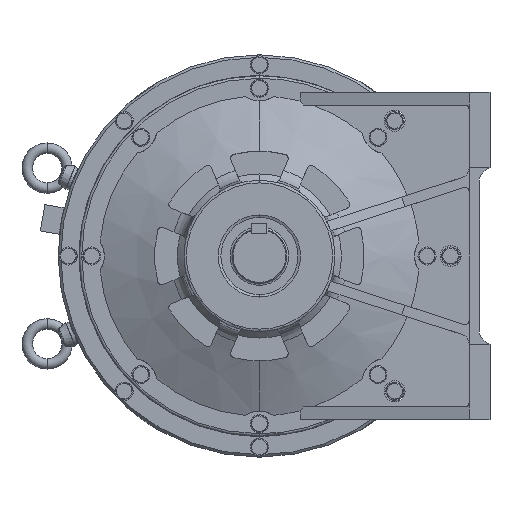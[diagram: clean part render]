
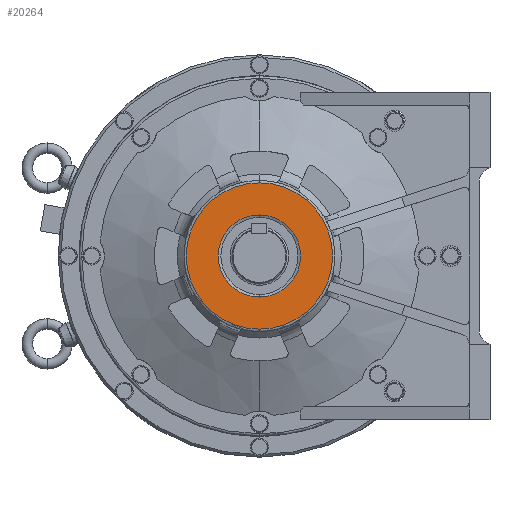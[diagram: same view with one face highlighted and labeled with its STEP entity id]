
A CAD part, left-side view. The second image highlights one B-rep face of the part: STEP entity #20264.
In plain terms, the highlighted planar face has unit normal (-1, 0, 0).
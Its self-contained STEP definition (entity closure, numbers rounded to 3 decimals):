
#1291 = EDGE_LOOP ( 'NONE', ( #28282, #5907 ) ) ;
#1642 = CARTESIAN_POINT ( 'NONE',  ( -197.5, 0., 0. ) ) ;
#1810 = CARTESIAN_POINT ( 'NONE',  ( -197.5, 0., 0. ) ) ;
#2312 = ORIENTED_EDGE ( 'NONE', *, *, #12750, .T. ) ;
#3433 = EDGE_CURVE ( 'NONE', #26386, #19681, #16078, .T. ) ;
#3523 = CARTESIAN_POINT ( 'NONE',  ( -197.5, 0., 0. ) ) ;
#5907 = ORIENTED_EDGE ( 'NONE', *, *, #3433, .F. ) ;
#5935 = DIRECTION ( 'NONE',  ( 0., 0., 1. ) ) ;
#8455 = EDGE_CURVE ( 'NONE', #15800, #15179, #22003, .T. ) ;
#10140 = DIRECTION ( 'NONE',  ( -1., 0., 0. ) ) ;
#11048 = CARTESIAN_POINT ( 'NONE',  ( -197.5, 0., 0. ) ) ;
#11303 = DIRECTION ( 'NONE',  ( -1., 0., 0. ) ) ;
#11403 = CARTESIAN_POINT ( 'NONE',  ( -197.5, 0., 42.85 ) ) ;
#12750 = EDGE_CURVE ( 'NONE', #15179, #15800, #20844, .T. ) ;
#15179 = VERTEX_POINT ( 'NONE', #29430 ) ;
#15676 = DIRECTION ( 'NONE',  ( -1., 0., 0. ) ) ;
#15800 = VERTEX_POINT ( 'NONE', #21154 ) ;
#16078 = CIRCLE ( 'NONE', #27614, 42.85 ) ;
#17013 = CARTESIAN_POINT ( 'NONE',  ( -197.5, 0., 0. ) ) ;
#17883 = AXIS2_PLACEMENT_3D ( 'NONE', #1810, #10140, #35538 ) ;
#17887 = EDGE_CURVE ( 'NONE', #19681, #26386, #36577, .T. ) ;
#18204 = FACE_OUTER_BOUND ( 'NONE', #33883, .T. ) ;
#18308 = PLANE ( 'NONE',  #29526 ) ;
#19681 = VERTEX_POINT ( 'NONE', #28942 ) ;
#20264 = ADVANCED_FACE ( 'NONE', ( #27536, #18204 ), #18308, .T. ) ;
#20844 = CIRCLE ( 'NONE', #17883, 87.252 ) ;
#20928 = DIRECTION ( 'NONE',  ( -1., 0., 0. ) ) ;
#21154 = CARTESIAN_POINT ( 'NONE',  ( -197.5, 0., -87.252 ) ) ;
#21923 = DIRECTION ( 'NONE',  ( 0., 0., 1. ) ) ;
#22003 = CIRCLE ( 'NONE', #24190, 87.252 ) ;
#24190 = AXIS2_PLACEMENT_3D ( 'NONE', #11048, #25610, #25475 ) ;
#24227 = AXIS2_PLACEMENT_3D ( 'NONE', #1642, #15676, #21923 ) ;
#25225 = ORIENTED_EDGE ( 'NONE', *, *, #8455, .T. ) ;
#25475 = DIRECTION ( 'NONE',  ( 0., 0., 1. ) ) ;
#25610 = DIRECTION ( 'NONE',  ( -1., 0., 0. ) ) ;
#26386 = VERTEX_POINT ( 'NONE', #11403 ) ;
#27536 = FACE_BOUND ( 'NONE', #1291, .T. ) ;
#27614 = AXIS2_PLACEMENT_3D ( 'NONE', #17013, #11303, #5935 ) ;
#28282 = ORIENTED_EDGE ( 'NONE', *, *, #17887, .F. ) ;
#28942 = CARTESIAN_POINT ( 'NONE',  ( -197.5, 0., -42.85 ) ) ;
#29430 = CARTESIAN_POINT ( 'NONE',  ( -197.5, 0., 87.252 ) ) ;
#29526 = AXIS2_PLACEMENT_3D ( 'NONE', #3523, #20928, #32131 ) ;
#32131 = DIRECTION ( 'NONE',  ( 0., 0., -1. ) ) ;
#33883 = EDGE_LOOP ( 'NONE', ( #2312, #25225 ) ) ;
#35538 = DIRECTION ( 'NONE',  ( 0., 0., 1. ) ) ;
#36577 = CIRCLE ( 'NONE', #24227, 42.85 ) ;
